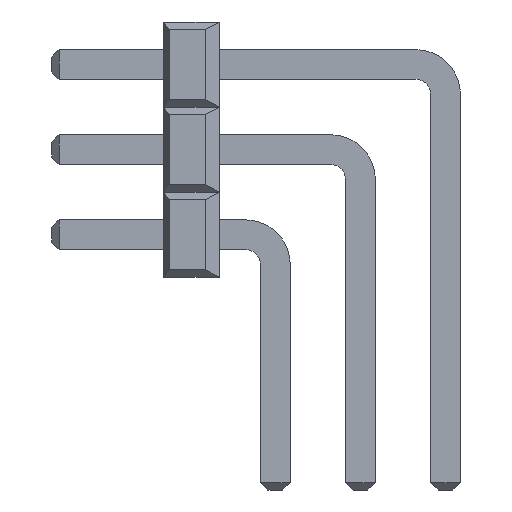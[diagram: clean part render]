
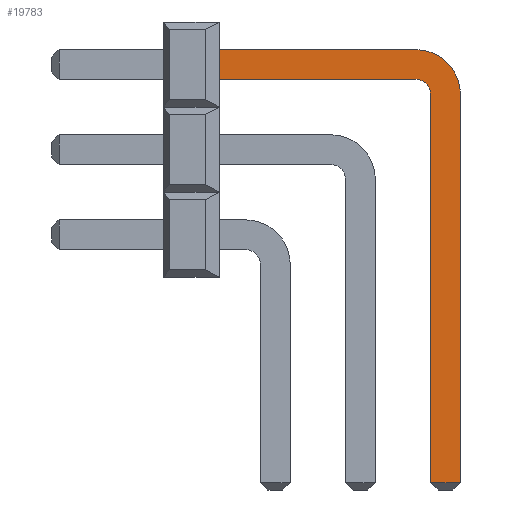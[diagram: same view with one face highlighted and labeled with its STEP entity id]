
A CAD part, left-side view. The second image highlights one B-rep face of the part: STEP entity #19783.
In plain terms, the highlighted planar face has unit normal (-1, 0, 0).
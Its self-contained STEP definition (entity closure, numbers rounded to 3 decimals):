
#19021=CARTESIAN_POINT('',(-0.444,6.75,5.906));
#19020=VERTEX_POINT('',#19021);
#19031=CARTESIAN_POINT('',(-0.444,6.75,6.794));
#19030=VERTEX_POINT('',#19031);
#19029=EDGE_CURVE('',#19030,#19020,#19034,.T.);
#19034=LINE('',#19031,#19036);
#19036=VECTOR('',#19037,0.889);
#19037=DIRECTION('',(0.0,0.0,-1.0));
#19060=CARTESIAN_POINT('',(-0.444,0.889,5.906));
#19059=VERTEX_POINT('',#19060);
#19068=EDGE_CURVE('',#19020,#19059,#19073,.T.);
#19073=LINE('',#19021,#19075);
#19075=VECTOR('',#19076,5.861);
#19076=DIRECTION('',(0.0,-1.0,0.0));
#19111=CARTESIAN_POINT('',(-0.444,0.889,6.794));
#19110=VERTEX_POINT('',#19111);
#19137=EDGE_CURVE('',#19110,#19030,#19142,.T.);
#19142=LINE('',#19111,#19144);
#19144=VECTOR('',#19145,5.861);
#19145=DIRECTION('',(0.0,1.0,0.0));
#19168=CARTESIAN_POINT('',(-0.444,0.445,-6.128));
#19167=VERTEX_POINT('',#19168);
#19178=CARTESIAN_POINT('',(-0.444,0.445,5.461));
#19177=VERTEX_POINT('',#19178);
#19176=EDGE_CURVE('',#19177,#19167,#19181,.T.);
#19181=LINE('',#19178,#19183);
#19183=VECTOR('',#19184,11.589);
#19184=DIRECTION('',(0.0,0.0,-1.0));
#19256=CARTESIAN_POINT('',(-0.444,-0.444,-6.128));
#19255=VERTEX_POINT('',#19256);
#19258=CARTESIAN_POINT('',(-0.444,-0.444,5.461));
#19257=VERTEX_POINT('',#19258);
#19254=EDGE_CURVE('',#19255,#19257,#19259,.T.);
#19259=LINE('',#19256,#19261);
#19261=VECTOR('',#19262,11.589);
#19262=DIRECTION('',(0.0,0.0,1.0));
#19509=EDGE_CURVE('',#19167,#19255,#19514,.T.);
#19514=LINE('',#19168,#19516);
#19516=VECTOR('',#19517,0.889);
#19517=DIRECTION('',(0.0,-1.0,0.0));
#19618=EDGE_CURVE($,#19059,#19177,#19623,.T.);
#19623=CIRCLE($,#19624,0.445);
#19625=CARTESIAN_POINT('',(-0.444,0.889,5.461));
#19624=AXIS2_PLACEMENT_3D($,#19625,#19626,#19627);
#19626=DIRECTION('',(1.0,0.0,0.0));
#19627=DIRECTION('',(0.0,-0.707,-0.707));
#19648=EDGE_CURVE($,#19257,#19110,#19653,.T.);
#19653=CIRCLE($,#19654,1.334);
#19654=AXIS2_PLACEMENT_3D($,#19625,#19656,#19657);
#19656=DIRECTION('',(-1.0,0.0,0.0));
#19657=DIRECTION('',(0.0,0.707,0.707));
#19783=ADVANCED_FACE($,(#19789),#19784,.T.);
#19784=PLANE($,#19785);
#19785=AXIS2_PLACEMENT_3D($,#19786,#19787,#19788);
#19786=CARTESIAN_POINT('',(-0.444,0.889,6.794));
#19787=DIRECTION('',(-1.0,0.0,0.0));
#19788=DIRECTION('',(-1.,0.,0.));
#19789=FACE_OUTER_BOUND($,#19790,.T.);
#19790=EDGE_LOOP($,(#19793, #19803, #19813, #19823, #19834, #19844, #19854, #19864));
#19793=ORIENTED_EDGE('',*,*,#19137,.T.);
#19803=ORIENTED_EDGE('',*,*,#19029,.T.);
#19813=ORIENTED_EDGE('',*,*,#19068,.T.);
#19823=ORIENTED_EDGE('',*,*,#19618,.T.);
#19834=ORIENTED_EDGE('',*,*,#19176,.T.);
#19844=ORIENTED_EDGE('',*,*,#19509,.T.);
#19854=ORIENTED_EDGE('',*,*,#19254,.T.);
#19864=ORIENTED_EDGE('',*,*,#19648,.T.);
